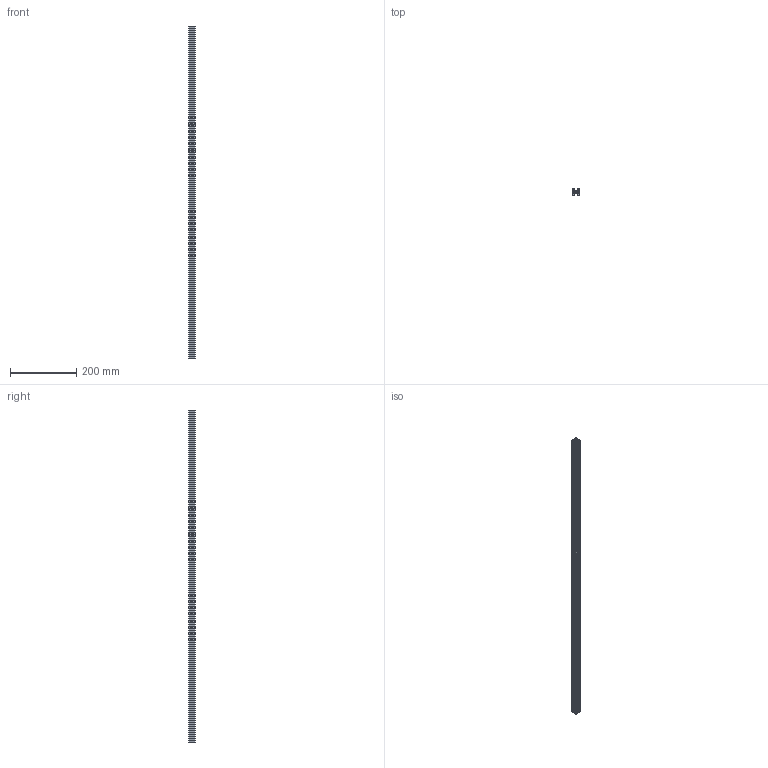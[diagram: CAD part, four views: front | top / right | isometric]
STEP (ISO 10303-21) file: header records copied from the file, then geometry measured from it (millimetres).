
FILE_DESCRIPTION (( 'STEP AP214' ), '1' );
FILE_NAME ('Ñáîðêà2.STEP', '2024-03-14T14:35:15', ( '' ), ( '' ), 'SwSTEP 2.0', 'SolidWorks 2022', '' );
FILE_SCHEMA (( 'AUTOMOTIVE_DESIGN' ));
Length unit declared in the file: millimetre
Products named in the file (2): 222H Конструкционный профиль 20х20H_00; Сборка2
Assembly tree (1 placements, depth 2):
  Сборка2
    222H Конструкционный профиль 20х20H_00
Bounding box: 20 x 20 x 1000 mm (x, y, z)
Volume: 164392 mm3; surface area: 174866 mm2
Topology: 1 solids, 1 shells, 187 faces, 555 edges, 370 vertices
Faces by surface type: cylinder 97, plane 90
Entity records: 6393 total; most frequent: DIRECTION 1131, CARTESIAN_POINT 1116, ORIENTED_EDGE 1110, EDGE_CURVE 555, AXIS2_PLACEMENT_3D 385, VERTEX_POINT 370, LINE 361, VECTOR 361
